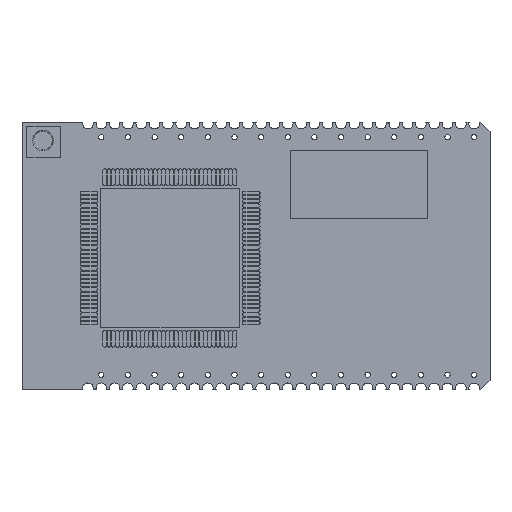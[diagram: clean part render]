
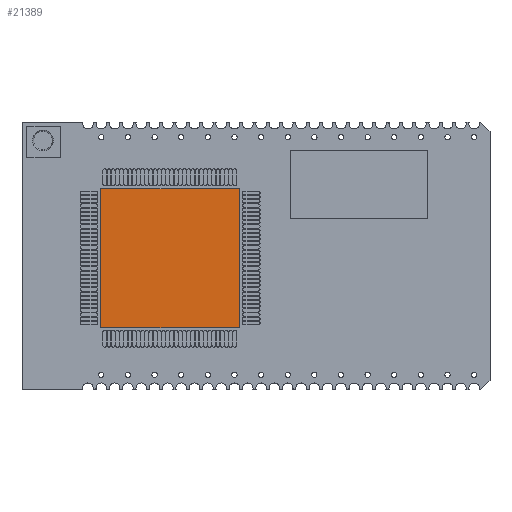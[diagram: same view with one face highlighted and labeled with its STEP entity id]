
A CAD part, top view. The second image highlights one B-rep face of the part: STEP entity #21389.
In plain terms, the highlighted planar face has unit normal (0, 0, 1).
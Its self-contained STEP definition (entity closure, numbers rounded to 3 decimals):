
#246 = CARTESIAN_POINT ( 'NONE',  ( 75.561, 227.068, 1. ) ) ;
#319 = VERTEX_POINT ( 'NONE', #39919 ) ;
#3423 = VECTOR ( 'NONE', #28174, 1000. ) ;
#6265 = ORIENTED_EDGE ( 'NONE', *, *, #20755, .T. ) ;
#6791 = DIRECTION ( 'NONE',  ( 0., 0., 1. ) ) ;
#6991 = CARTESIAN_POINT ( 'NONE',  ( 75.561, 227.068, 1. ) ) ;
#11865 = EDGE_CURVE ( 'NONE', #39340, #34356, #36649, .T. ) ;
#12594 = ORIENTED_EDGE ( 'NONE', *, *, #15902, .T. ) ;
#12779 = DIRECTION ( 'NONE',  ( 1., 0., 0. ) ) ;
#15661 = VECTOR ( 'NONE', #12779, 1000. ) ;
#15902 = EDGE_CURVE ( 'NONE', #34356, #319, #43725, .T. ) ;
#17310 = DIRECTION ( 'NONE',  ( -1., 0., 0. ) ) ;
#17362 = CARTESIAN_POINT ( 'NONE',  ( 88.79, 227.068, 1. ) ) ;
#20755 = EDGE_CURVE ( 'NONE', #319, #46714, #23173, .T. ) ;
#21389 = ADVANCED_FACE ( 'NONE', ( #47354 ), #25139, .T. ) ;
#21733 = DIRECTION ( 'NONE',  ( 0., -1., 0. ) ) ;
#21800 = EDGE_CURVE ( 'NONE', #46714, #39340, #24536, .T. ) ;
#22703 = EDGE_LOOP ( 'NONE', ( #12594, #6265, #44498, #45234 ) ) ;
#23173 = LINE ( 'NONE', #38194, #15661 ) ;
#23370 = AXIS2_PLACEMENT_3D ( 'NONE', #39923, #6791, #36511 ) ;
#24536 = LINE ( 'NONE', #35444, #3423 ) ;
#25139 = PLANE ( 'NONE',  #23370 ) ;
#28174 = DIRECTION ( 'NONE',  ( 0., 1., 0. ) ) ;
#31364 = CARTESIAN_POINT ( 'NONE',  ( 88.79, 213.846, 1. ) ) ;
#34356 = VERTEX_POINT ( 'NONE', #246 ) ;
#35444 = CARTESIAN_POINT ( 'NONE',  ( 88.79, 227.068, 1. ) ) ;
#36511 = DIRECTION ( 'NONE',  ( 1., 0., 0. ) ) ;
#36649 = LINE ( 'NONE', #36906, #38526 ) ;
#36906 = CARTESIAN_POINT ( 'NONE',  ( 75.561, 227.068, 1. ) ) ;
#37528 = VECTOR ( 'NONE', #21733, 1000. ) ;
#38194 = CARTESIAN_POINT ( 'NONE',  ( 75.561, 213.846, 1. ) ) ;
#38526 = VECTOR ( 'NONE', #17310, 1000. ) ;
#39340 = VERTEX_POINT ( 'NONE', #17362 ) ;
#39919 = CARTESIAN_POINT ( 'NONE',  ( 75.561, 213.846, 1. ) ) ;
#39923 = CARTESIAN_POINT ( 'NONE',  ( 0., 0., 1. ) ) ;
#43725 = LINE ( 'NONE', #6991, #37528 ) ;
#44498 = ORIENTED_EDGE ( 'NONE', *, *, #21800, .T. ) ;
#45234 = ORIENTED_EDGE ( 'NONE', *, *, #11865, .T. ) ;
#46714 = VERTEX_POINT ( 'NONE', #31364 ) ;
#47354 = FACE_OUTER_BOUND ( 'NONE', #22703, .T. ) ;
